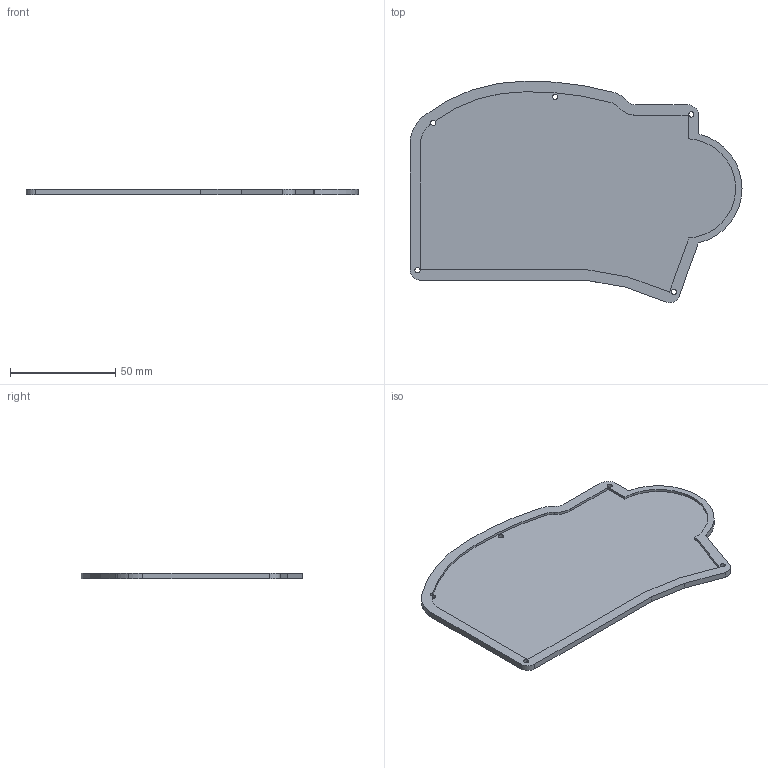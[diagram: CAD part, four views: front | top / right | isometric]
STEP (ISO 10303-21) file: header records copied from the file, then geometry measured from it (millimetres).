
FILE_DESCRIPTION(/* description */ (''),/* implementation_level */ '2;1');
FILE_NAME(/* name */ 'xi-5-bot-2.8mm-trackball-left.step',/* time_stamp */ '2023-03-26T23:02:35-07:00',/* author */ (''),/* organization */ (''),/* preprocessor_version */ 'ST-DEVELOPER v19.2',/* originating_system */ 'Autodesk Translation Framework v11.17.0.187',/* authorisation */ '');
FILE_SCHEMA (('AUTOMOTIVE_DESIGN { 1 0 10303 214 3 1 1 }'));
Length unit declared in the file: millimetre
Products named in the file (1): xi-5-bot-2.8mm-trackball-left
Bounding box: 157.42 x 105.05 x 2.8 mm (x, y, z)
Volume: 23205.9 mm3; surface area: 27816.5 mm2
Topology: 1 solids, 1 shells, 46 faces, 132 edges, 88 vertices
Faces by surface type: cylinder 29, plane 17
Full cylindrical faces by diameter (mm): 2.5 x5
Entity records: 1589 total; most frequent: DIRECTION 286, CARTESIAN_POINT 267, ORIENTED_EDGE 264, EDGE_CURVE 132, AXIS2_PLACEMENT_3D 107, VERTEX_POINT 88, LINE 72, VECTOR 72
